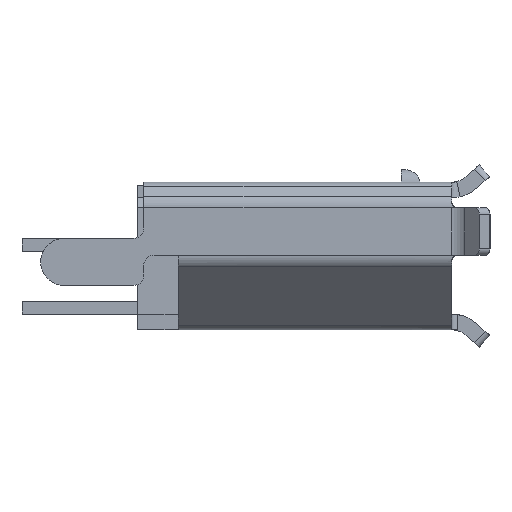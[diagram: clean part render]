
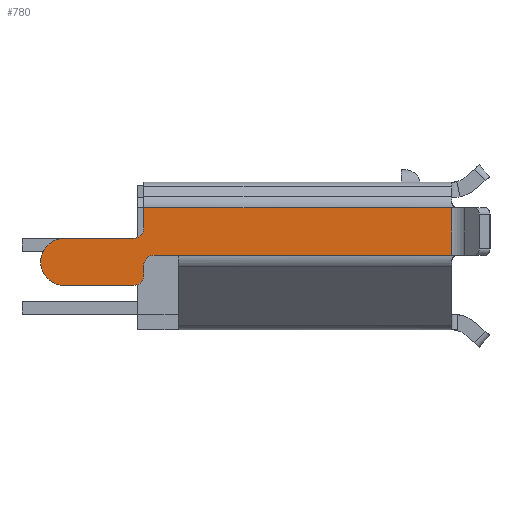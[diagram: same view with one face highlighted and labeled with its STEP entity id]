
A CAD part, left-side view. The second image highlights one B-rep face of the part: STEP entity #780.
In plain terms, the highlighted planar face has unit normal (-1, 0, 0).
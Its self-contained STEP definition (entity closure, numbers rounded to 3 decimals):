
#780 = ADVANCED_FACE( '', ( #1776 ), #1777, .T. );
#1776 = FACE_OUTER_BOUND( '', #3062, .T. );
#1777 = PLANE( '', #3063 );
#3062 = EDGE_LOOP( '', ( #5235, #5236, #5237, #5238, #5239, #5240, #5241, #5242, #5243, #5244, #5245, #5246 ) );
#3063 = AXIS2_PLACEMENT_3D( '', #5247, #5248, #5249 );
#5235 = ORIENTED_EDGE( '', *, *, #8696, .F. );
#5236 = ORIENTED_EDGE( '', *, *, #8697, .T. );
#5237 = ORIENTED_EDGE( '', *, *, #8447, .F. );
#5238 = ORIENTED_EDGE( '', *, *, #8698, .T. );
#5239 = ORIENTED_EDGE( '', *, *, #8699, .T. );
#5240 = ORIENTED_EDGE( '', *, *, #8267, .T. );
#5241 = ORIENTED_EDGE( '', *, *, #8150, .F. );
#5242 = ORIENTED_EDGE( '', *, *, #8700, .F. );
#5243 = ORIENTED_EDGE( '', *, *, #8701, .T. );
#5244 = ORIENTED_EDGE( '', *, *, #8081, .T. );
#5245 = ORIENTED_EDGE( '', *, *, #8702, .F. );
#5246 = ORIENTED_EDGE( '', *, *, #8703, .F. );
#5247 = CARTESIAN_POINT( '', ( -3.7, 2.45, -0.095 ) );
#5248 = DIRECTION( '', ( -1., 0., 0. ) );
#5249 = DIRECTION( '', ( 0., 0., 1. ) );
#8081 = EDGE_CURVE( '', #9742, #9740, #9743, .F. );
#8150 = EDGE_CURVE( '', #9863, #9865, #9866, .T. );
#8267 = EDGE_CURVE( '', #10074, #9865, #10075, .T. );
#8447 = EDGE_CURVE( '', #10376, #10377, #10378, .T. );
#8696 = EDGE_CURVE( '', #10779, #10780, #10781, .T. );
#8697 = EDGE_CURVE( '', #10779, #10377, #10782, .T. );
#8698 = EDGE_CURVE( '', #10376, #10783, #10784, .F. );
#8699 = EDGE_CURVE( '', #10783, #10074, #10785, .T. );
#8700 = EDGE_CURVE( '', #10786, #9863, #10787, .T. );
#8701 = EDGE_CURVE( '', #10786, #9742, #10788, .T. );
#8702 = EDGE_CURVE( '', #10789, #9740, #10790, .T. );
#8703 = EDGE_CURVE( '', #10780, #10789, #10791, .T. );
#9740 = VERTEX_POINT( '', #12158 );
#9742 = VERTEX_POINT( '', #12161 );
#9743 = CIRCLE( '', #12162, 0.166 );
#9863 = VERTEX_POINT( '', #12322 );
#9865 = VERTEX_POINT( '', #12324 );
#9866 = LINE( '', #12325, #12326 );
#10074 = VERTEX_POINT( '', #12683 );
#10075 = LINE( '', #12684, #12685 );
#10376 = VERTEX_POINT( '', #13110 );
#10377 = VERTEX_POINT( '', #13111 );
#10378 = LINE( '', #13112, #13113 );
#10779 = VERTEX_POINT( '', #13709 );
#10780 = VERTEX_POINT( '', #13710 );
#10781 = LINE( '', #13711, #13712 );
#10782 = CIRCLE( '', #13713, 0.166 );
#10783 = VERTEX_POINT( '', #13714 );
#10784 = CIRCLE( '', #13715, 0.166 );
#10785 = LINE( '', #13716, #13717 );
#10786 = VERTEX_POINT( '', #13718 );
#10787 = LINE( '', #13719, #13720 );
#10788 = LINE( '', #13721, #13722 );
#10789 = VERTEX_POINT( '', #13723 );
#10790 = LINE( '', #13724, #13725 );
#10791 = CIRCLE( '', #13726, 0.375 );
#12158 = CARTESIAN_POINT( '', ( -3.7, 2.616, 0.28 ) );
#12161 = CARTESIAN_POINT( '', ( -3.7, 2.45, 0.446 ) );
#12162 = AXIS2_PLACEMENT_3D( '', #15566, #15567, #15568 );
#12322 = CARTESIAN_POINT( '', ( -3.7, -2.45, 0.767 ) );
#12324 = CARTESIAN_POINT( '', ( -3.7, -2.45, 0.013 ) );
#12325 = CARTESIAN_POINT( '', ( -3.7, -2.45, -0.095 ) );
#12326 = VECTOR( '', #15657, 1000. );
#12683 = CARTESIAN_POINT( '', ( -3.7, 1.9, 0.013 ) );
#12684 = CARTESIAN_POINT( '', ( -3.7, 2.45, 0.013 ) );
#12685 = VECTOR( '', #15768, 1000. );
#13110 = CARTESIAN_POINT( '', ( -3.7, 2.45, -0.154 ) );
#13111 = CARTESIAN_POINT( '', ( -3.7, 2.45, -0.304 ) );
#13112 = CARTESIAN_POINT( '', ( -3.7, 2.45, 0.28 ) );
#13113 = VECTOR( '', #15977, 1000. );
#13709 = CARTESIAN_POINT( '', ( -3.7, 2.616, -0.47 ) );
#13710 = CARTESIAN_POINT( '', ( -3.7, 3.715, -0.47 ) );
#13711 = CARTESIAN_POINT( '', ( -3.7, 2.45, -0.47 ) );
#13712 = VECTOR( '', #16264, 1000. );
#13713 = AXIS2_PLACEMENT_3D( '', #16265, #16266, #16267 );
#13714 = CARTESIAN_POINT( '', ( -3.7, 2.284, 0.013 ) );
#13715 = AXIS2_PLACEMENT_3D( '', #16268, #16269, #16270 );
#13716 = CARTESIAN_POINT( '', ( -3.7, 2.45, 0.013 ) );
#13717 = VECTOR( '', #16271, 1000. );
#13718 = CARTESIAN_POINT( '', ( -3.7, 2.45, 0.767 ) );
#13719 = CARTESIAN_POINT( '', ( -3.7, 2.45, 0.767 ) );
#13720 = VECTOR( '', #16272, 1000. );
#13721 = CARTESIAN_POINT( '', ( -3.7, 2.45, -0.095 ) );
#13722 = VECTOR( '', #16273, 1000. );
#13723 = CARTESIAN_POINT( '', ( -3.7, 3.715, 0.28 ) );
#13724 = CARTESIAN_POINT( '', ( -3.7, 3.715, 0.28 ) );
#13725 = VECTOR( '', #16274, 1000. );
#13726 = AXIS2_PLACEMENT_3D( '', #16275, #16276, #16277 );
#15566 = CARTESIAN_POINT( '', ( -3.7, 2.616, 0.446 ) );
#15567 = DIRECTION( '', ( -1., 0., 0. ) );
#15568 = DIRECTION( '', ( 0., 0., 1. ) );
#15657 = DIRECTION( '', ( 0., 0., -1. ) );
#15768 = DIRECTION( '', ( 0., -1., 0. ) );
#15977 = DIRECTION( '', ( 0., 0., -1. ) );
#16264 = DIRECTION( '', ( 0., 1., 0. ) );
#16265 = CARTESIAN_POINT( '', ( -3.7, 2.616, -0.304 ) );
#16266 = DIRECTION( '', ( -1., 0., 0. ) );
#16267 = DIRECTION( '', ( 0., 0., 1. ) );
#16268 = CARTESIAN_POINT( '', ( -3.7, 2.284, -0.154 ) );
#16269 = DIRECTION( '', ( -1., 0., 0. ) );
#16270 = DIRECTION( '', ( 0., 0., 1. ) );
#16271 = DIRECTION( '', ( 0., -1., 0. ) );
#16272 = DIRECTION( '', ( 0., -1., 0. ) );
#16273 = DIRECTION( '', ( 0., 0., -1. ) );
#16274 = DIRECTION( '', ( 0., -1., 0. ) );
#16275 = CARTESIAN_POINT( '', ( -3.7, 3.715, -0.095 ) );
#16276 = DIRECTION( '', ( 1., 0., 0. ) );
#16277 = DIRECTION( '', ( 0., -1., 0. ) );
